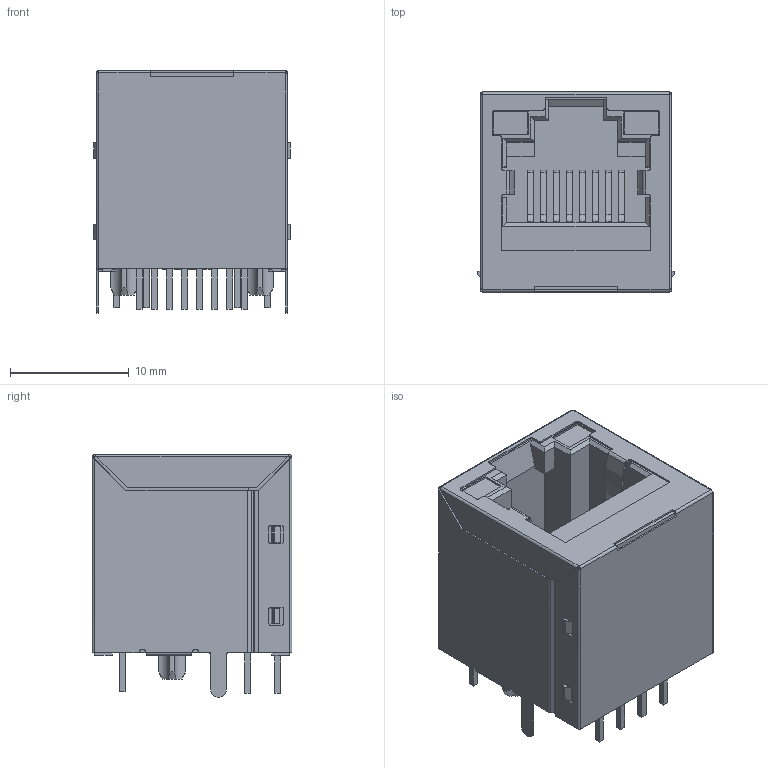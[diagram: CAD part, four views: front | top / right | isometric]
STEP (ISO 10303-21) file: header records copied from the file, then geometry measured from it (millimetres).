
FILE_DESCRIPTION(('FreeCAD Model'),'2;1');
FILE_NAME('${TJ_LIB}RJ45-TH_HR915310A(lc).step', '2022-09-04T17:25:10',('Author'),(''), 'Open CASCADE STEP processor 7.3','FreeCAD','Unknown');
FILE_SCHEMA(('AUTOMOTIVE_DESIGN { 1 0 10303 214 1 1 1 1 }'));
Length unit declared in the file: millimetre
Products named in the file (3): RJ45-TH_HR915310A; SOLID; SOLID001
Assembly tree (2 placements, depth 2):
  RJ45-TH_HR915310A
    SOLID
    SOLID001
Bounding box: 16.55 x 16.83 x 20.45 mm (x, y, z)
Volume: 3041.5 mm3; surface area: 5272.5 mm2
Topology: 2 solids, 2 shells, 1270 faces, 3569 edges, 2360 vertices
Faces by surface type: plane 989, cylinder 137, extrusion 136, cone 8
Entity records: 99722 total; most frequent: CARTESIAN_POINT 20592, DIRECTION 12364, VECTOR 9387, LINE 9251, ORIENTED_EDGE 7138, PCURVE 7138, DEFINITIONAL_REPRESENTATION 7138, EDGE_CURVE 3569
